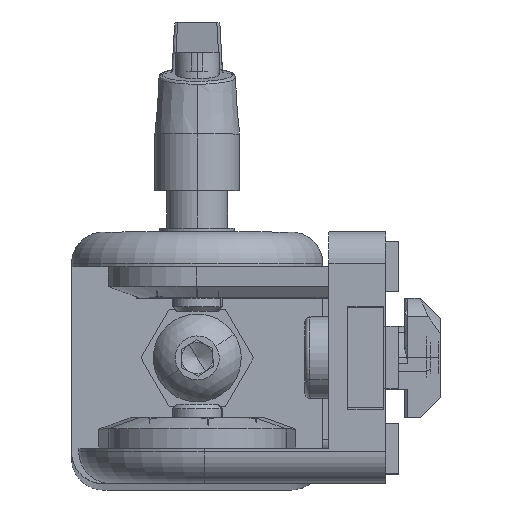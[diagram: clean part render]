
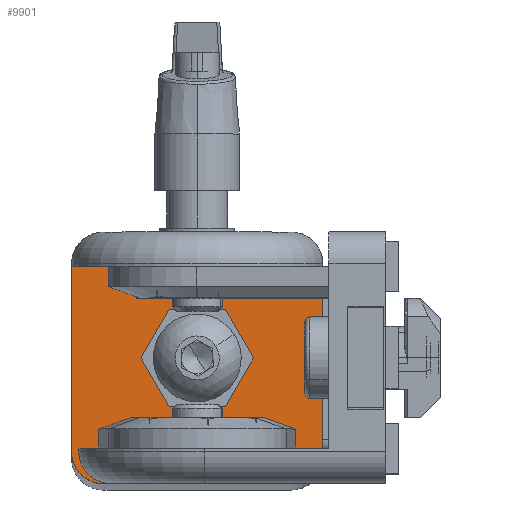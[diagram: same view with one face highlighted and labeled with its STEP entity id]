
A CAD part, top view. The second image highlights one B-rep face of the part: STEP entity #9901.
In plain terms, the highlighted face is planar.
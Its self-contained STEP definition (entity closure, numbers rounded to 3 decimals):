
#40 = DIRECTION ( 'NONE',  ( 0., 0., -1. ) ) ;
#65 = LINE ( 'NONE', #17218, #25310 ) ;
#154 = CARTESIAN_POINT ( 'NONE',  ( 1.809, 9., -4.982 ) ) ;
#253 = ORIENTED_EDGE ( 'NONE', *, *, #29412, .T. ) ;
#319 = CARTESIAN_POINT ( 'NONE',  ( 4.474, 9., 7.75 ) ) ;
#549 = ORIENTED_EDGE ( 'NONE', *, *, #6213, .F. ) ;
#715 = ORIENTED_EDGE ( 'NONE', *, *, #26898, .F. ) ;
#973 = ORIENTED_EDGE ( 'NONE', *, *, #11726, .T. ) ;
#980 = VERTEX_POINT ( 'NONE', #14553 ) ;
#1134 = VECTOR ( 'NONE', #7481, 1000. ) ;
#1538 = LINE ( 'NONE', #11236, #17285 ) ;
#1676 = VECTOR ( 'NONE', #13935, 1000. ) ;
#1679 = CIRCLE ( 'NONE', #14870, 5. ) ;
#1685 = CARTESIAN_POINT ( 'NONE',  ( -4.474, 9., 7.75 ) ) ;
#1888 = EDGE_CURVE ( 'NONE', #980, #23007, #7085, .T. ) ;
#2012 = CARTESIAN_POINT ( 'NONE',  ( 4.474, 9., 7.75 ) ) ;
#2585 = VECTOR ( 'NONE', #13096, 1000. ) ;
#3133 = LINE ( 'NONE', #12842, #22368 ) ;
#3188 = VERTEX_POINT ( 'NONE', #8951 ) ;
#3268 = CARTESIAN_POINT ( 'NONE',  ( 4.474, 9., -7.75 ) ) ;
#3296 = DIRECTION ( 'NONE',  ( 0., 0., -1. ) ) ;
#3355 = EDGE_CURVE ( 'NONE', #23007, #8181, #6060, .T. ) ;
#3439 = ORIENTED_EDGE ( 'NONE', *, *, #1888, .T. ) ;
#3634 = CARTESIAN_POINT ( 'NONE',  ( 20., 9., -15. ) ) ;
#3756 = VERTEX_POINT ( 'NONE', #19420 ) ;
#4145 = VECTOR ( 'NONE', #10210, 1000. ) ;
#4222 = AXIS2_PLACEMENT_3D ( 'NONE', #17848, #17689, #19747 ) ;
#4339 = EDGE_CURVE ( 'NONE', #31200, #25347, #10127, .T. ) ;
#4410 = DIRECTION ( 'NONE',  ( 0.5, 0., 0.866 ) ) ;
#4612 = EDGE_CURVE ( 'NONE', #30448, #10005, #1538, .T. ) ;
#4685 = VECTOR ( 'NONE', #24422, 1000. ) ;
#4821 = EDGE_CURVE ( 'NONE', #10005, #26351, #17705, .T. ) ;
#5167 = DIRECTION ( 'NONE',  ( 0., 0., 1. ) ) ;
#5490 = EDGE_CURVE ( 'NONE', #3756, #15464, #30870, .T. ) ;
#5817 = VECTOR ( 'NONE', #15107, 1000. ) ;
#5819 = FACE_BOUND ( 'NONE', #27534, .T. ) ;
#6060 = LINE ( 'NONE', #29605, #5817 ) ;
#6213 = EDGE_CURVE ( 'NONE', #26650, #30448, #27955, .T. ) ;
#6453 = EDGE_CURVE ( 'NONE', #17895, #26650, #7117, .T. ) ;
#6584 = ORIENTED_EDGE ( 'NONE', *, *, #11076, .F. ) ;
#6653 = LINE ( 'NONE', #31264, #27391 ) ;
#7085 = LINE ( 'NONE', #154, #1134 ) ;
#7117 = LINE ( 'NONE', #29065, #26937 ) ;
#7481 = DIRECTION ( 'NONE',  ( -0.94, 0., -0.341 ) ) ;
#7643 = ORIENTED_EDGE ( 'NONE', *, *, #5490, .T. ) ;
#7764 = LINE ( 'NONE', #8056, #22325 ) ;
#8016 = FACE_OUTER_BOUND ( 'NONE', #26864, .T. ) ;
#8056 = CARTESIAN_POINT ( 'NONE',  ( 15.65, 9., -9.5 ) ) ;
#8142 = ORIENTED_EDGE ( 'NONE', *, *, #13430, .T. ) ;
#8181 = VERTEX_POINT ( 'NONE', #9374 ) ;
#8866 = CARTESIAN_POINT ( 'NONE',  ( 15.65, 9., -14.5 ) ) ;
#8951 = CARTESIAN_POINT ( 'NONE',  ( -15., 9., -20. ) ) ;
#8988 = VERTEX_POINT ( 'NONE', #19665 ) ;
#9374 = CARTESIAN_POINT ( 'NONE',  ( -15.65, 9., -14.5 ) ) ;
#9566 = ORIENTED_EDGE ( 'NONE', *, *, #12122, .F. ) ;
#9750 = ORIENTED_EDGE ( 'NONE', *, *, #4612, .F. ) ;
#9901 = ADVANCED_FACE ( 'NONE', ( #5819, #8016, #26818 ), #22286, .F. ) ;
#10005 = VERTEX_POINT ( 'NONE', #30438 ) ;
#10127 = LINE ( 'NONE', #12224, #18830 ) ;
#10210 = DIRECTION ( 'NONE',  ( -1., 0., 0. ) ) ;
#10726 = CARTESIAN_POINT ( 'NONE',  ( -20., 9., 14.5 ) ) ;
#11076 = EDGE_CURVE ( 'NONE', #3756, #17363, #7764, .T. ) ;
#11174 = ORIENTED_EDGE ( 'NONE', *, *, #19382, .T. ) ;
#11236 = CARTESIAN_POINT ( 'NONE',  ( 8.949, 9., 0. ) ) ;
#11644 = CARTESIAN_POINT ( 'NONE',  ( -15., 9., -15. ) ) ;
#11726 = EDGE_CURVE ( 'NONE', #15464, #980, #17664, .T. ) ;
#11848 = CIRCLE ( 'NONE', #28453, 5. ) ;
#12122 = EDGE_CURVE ( 'NONE', #31200, #12404, #6653, .T. ) ;
#12224 = CARTESIAN_POINT ( 'NONE',  ( 20., 9., 20. ) ) ;
#12327 = ORIENTED_EDGE ( 'NONE', *, *, #3355, .T. ) ;
#12404 = VERTEX_POINT ( 'NONE', #10726 ) ;
#12842 = CARTESIAN_POINT ( 'NONE',  ( -4.474, 9., -7.75 ) ) ;
#13096 = DIRECTION ( 'NONE',  ( -1., 0., 0. ) ) ;
#13430 = EDGE_CURVE ( 'NONE', #25347, #8988, #11848, .T. ) ;
#13814 = CARTESIAN_POINT ( 'NONE',  ( -15.65, 9., -11.32 ) ) ;
#13935 = DIRECTION ( 'NONE',  ( 0.5, 0., -0.866 ) ) ;
#14313 = DIRECTION ( 'NONE',  ( -1., 0., 0. ) ) ;
#14553 = CARTESIAN_POINT ( 'NONE',  ( -10.637, 9., -9.5 ) ) ;
#14655 = CARTESIAN_POINT ( 'NONE',  ( -4.474, 9., -7.75 ) ) ;
#14870 = AXIS2_PLACEMENT_3D ( 'NONE', #11644, #24284, #40 ) ;
#14916 = DIRECTION ( 'NONE',  ( -0.5, 0., 0.866 ) ) ;
#14918 = DIRECTION ( 'NONE',  ( 0., 0., -1. ) ) ;
#15107 = DIRECTION ( 'NONE',  ( 0., 0., -1. ) ) ;
#15217 = VERTEX_POINT ( 'NONE', #26784 ) ;
#15464 = VERTEX_POINT ( 'NONE', #30087 ) ;
#15766 = VECTOR ( 'NONE', #14313, 1000. ) ;
#16140 = DIRECTION ( 'NONE',  ( -1., 0., 0. ) ) ;
#16521 = CARTESIAN_POINT ( 'NONE',  ( 15.65, 9., -14.5 ) ) ;
#17218 = CARTESIAN_POINT ( 'NONE',  ( -20., 9., 20. ) ) ;
#17285 = VECTOR ( 'NONE', #25769, 1000. ) ;
#17363 = VERTEX_POINT ( 'NONE', #16521 ) ;
#17664 = LINE ( 'NONE', #29317, #4145 ) ;
#17689 = DIRECTION ( 'NONE',  ( 0., -1., 0. ) ) ;
#17705 = LINE ( 'NONE', #3268, #2585 ) ;
#17848 = CARTESIAN_POINT ( 'NONE',  ( 0., 9., 0. ) ) ;
#17895 = VERTEX_POINT ( 'NONE', #1685 ) ;
#18830 = VECTOR ( 'NONE', #14918, 1000. ) ;
#18884 = CARTESIAN_POINT ( 'NONE',  ( 15., 9., -15. ) ) ;
#18912 = LINE ( 'NONE', #26310, #15766 ) ;
#19060 = CARTESIAN_POINT ( 'NONE',  ( -1.809, 9., -4.982 ) ) ;
#19083 = ORIENTED_EDGE ( 'NONE', *, *, #4821, .F. ) ;
#19100 = ORIENTED_EDGE ( 'NONE', *, *, #28230, .F. ) ;
#19319 = CARTESIAN_POINT ( 'NONE',  ( -8.949, 9., 0. ) ) ;
#19382 = EDGE_CURVE ( 'NONE', #15217, #12404, #65, .T. ) ;
#19420 = CARTESIAN_POINT ( 'NONE',  ( 15.65, 9., -11.32 ) ) ;
#19610 = DIRECTION ( 'NONE',  ( 1., 0., 0. ) ) ;
#19613 = EDGE_CURVE ( 'NONE', #8988, #3188, #18912, .T. ) ;
#19665 = CARTESIAN_POINT ( 'NONE',  ( 15., 9., -20. ) ) ;
#19747 = DIRECTION ( 'NONE',  ( 0., 0., -1. ) ) ;
#20124 = EDGE_CURVE ( 'NONE', #26351, #28013, #3133, .T. ) ;
#20606 = EDGE_LOOP ( 'NONE', ( #6584, #7643, #973, #3439, #12327, #715 ) ) ;
#20659 = CARTESIAN_POINT ( 'NONE',  ( 20., 9., 14.5 ) ) ;
#20707 = CARTESIAN_POINT ( 'NONE',  ( 8.949, 9., 0. ) ) ;
#20726 = LINE ( 'NONE', #8866, #25831 ) ;
#21327 = ORIENTED_EDGE ( 'NONE', *, *, #20124, .F. ) ;
#21691 = ORIENTED_EDGE ( 'NONE', *, *, #19613, .T. ) ;
#22286 = PLANE ( 'NONE',  #4222 ) ;
#22325 = VECTOR ( 'NONE', #3296, 1000. ) ;
#22368 = VECTOR ( 'NONE', #14916, 1000. ) ;
#22993 = CARTESIAN_POINT ( 'NONE',  ( -8.949, 9., 0. ) ) ;
#23007 = VERTEX_POINT ( 'NONE', #13814 ) ;
#23422 = DIRECTION ( 'NONE',  ( -1., 0., 0. ) ) ;
#24284 = DIRECTION ( 'NONE',  ( 0., 1., 0. ) ) ;
#24381 = VECTOR ( 'NONE', #4410, 1000. ) ;
#24422 = DIRECTION ( 'NONE',  ( -0.94, 0., 0.341 ) ) ;
#25310 = VECTOR ( 'NONE', #5167, 1000. ) ;
#25347 = VERTEX_POINT ( 'NONE', #3634 ) ;
#25769 = DIRECTION ( 'NONE',  ( -0.5, 0., -0.866 ) ) ;
#25831 = VECTOR ( 'NONE', #16140, 1000. ) ;
#26310 = CARTESIAN_POINT ( 'NONE',  ( -20., 9., -20. ) ) ;
#26351 = VERTEX_POINT ( 'NONE', #14655 ) ;
#26610 = ORIENTED_EDGE ( 'NONE', *, *, #4339, .T. ) ;
#26650 = VERTEX_POINT ( 'NONE', #319 ) ;
#26784 = CARTESIAN_POINT ( 'NONE',  ( -20., 9., -15. ) ) ;
#26818 = FACE_BOUND ( 'NONE', #20606, .T. ) ;
#26864 = EDGE_LOOP ( 'NONE', ( #21691, #253, #11174, #9566, #26610, #8142 ) ) ;
#26898 = EDGE_CURVE ( 'NONE', #17363, #8181, #20726, .T. ) ;
#26937 = VECTOR ( 'NONE', #19610, 1000. ) ;
#27391 = VECTOR ( 'NONE', #23422, 1000. ) ;
#27534 = EDGE_LOOP ( 'NONE', ( #9750, #549, #27716, #19100, #21327, #19083 ) ) ;
#27716 = ORIENTED_EDGE ( 'NONE', *, *, #6453, .F. ) ;
#27955 = LINE ( 'NONE', #2012, #1676 ) ;
#28013 = VERTEX_POINT ( 'NONE', #22993 ) ;
#28019 = DIRECTION ( 'NONE',  ( 0., 1., 0. ) ) ;
#28230 = EDGE_CURVE ( 'NONE', #28013, #17895, #31283, .T. ) ;
#28453 = AXIS2_PLACEMENT_3D ( 'NONE', #18884, #28019, #30691 ) ;
#29065 = CARTESIAN_POINT ( 'NONE',  ( -4.474, 9., 7.75 ) ) ;
#29317 = CARTESIAN_POINT ( 'NONE',  ( 15.65, 9., -9.5 ) ) ;
#29412 = EDGE_CURVE ( 'NONE', #3188, #15217, #1679, .T. ) ;
#29605 = CARTESIAN_POINT ( 'NONE',  ( -15.65, 9., -9.5 ) ) ;
#30087 = CARTESIAN_POINT ( 'NONE',  ( 10.637, 9., -9.5 ) ) ;
#30438 = CARTESIAN_POINT ( 'NONE',  ( 4.474, 9., -7.75 ) ) ;
#30448 = VERTEX_POINT ( 'NONE', #20707 ) ;
#30691 = DIRECTION ( 'NONE',  ( 0., 0., -1. ) ) ;
#30870 = LINE ( 'NONE', #19060, #4685 ) ;
#31200 = VERTEX_POINT ( 'NONE', #20659 ) ;
#31264 = CARTESIAN_POINT ( 'NONE',  ( 0., 9., 14.5 ) ) ;
#31283 = LINE ( 'NONE', #19319, #24381 ) ;
